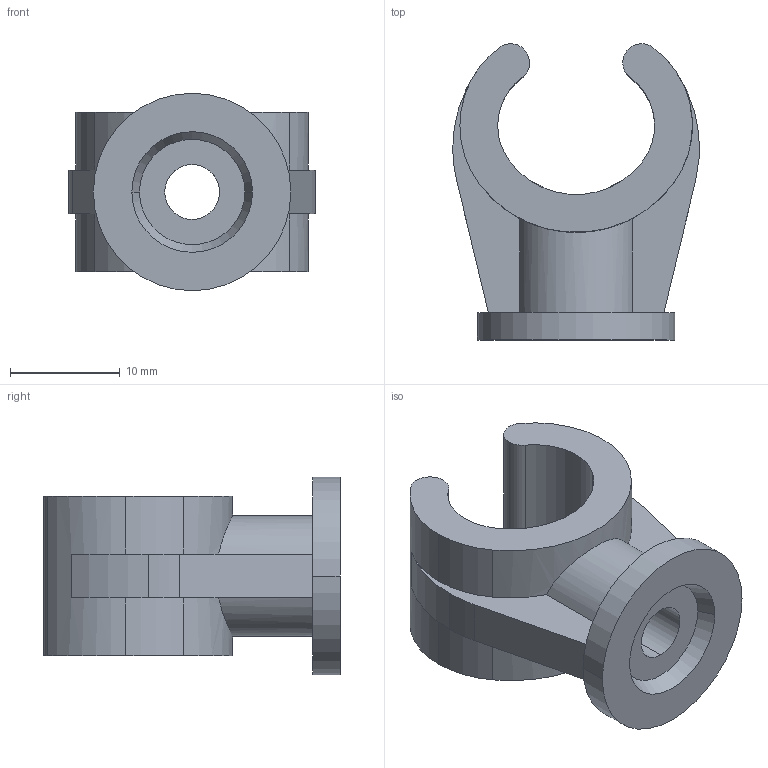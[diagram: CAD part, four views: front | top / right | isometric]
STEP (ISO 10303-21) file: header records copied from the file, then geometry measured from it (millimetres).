
FILE_DESCRIPTION (( 'STEP AP214' ), '1' );
FILE_NAME ('2140152.stp', '2017-01-18T07:06:53', ( '' ), ( '' ), 'SwSTEP 2.0', 'SolidWorks 2016', '' );
FILE_SCHEMA (( 'AUTOMOTIVE_DESIGN' ));
Length unit declared in the file: millimetre
Products named in the file (1): 2140152
Bounding box: 22.47 x 27 x 18 mm (x, y, z)
Volume: 3516.4 mm3; surface area: 2684.5 mm2
Topology: 1 solids, 1 shells, 35 faces, 93 edges, 62 vertices
Faces by surface type: cylinder 22, plane 11, cone 2
Entity records: 1257 total; most frequent: CARTESIAN_POINT 301, DIRECTION 211, ORIENTED_EDGE 186, EDGE_CURVE 93, AXIS2_PLACEMENT_3D 86, VERTEX_POINT 62, CIRCLE 50, EDGE_LOOP 39
